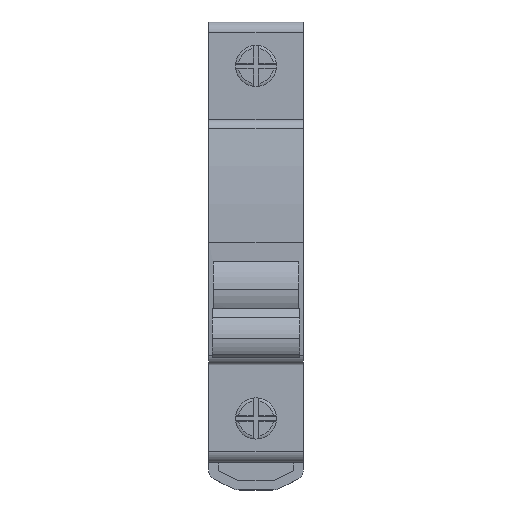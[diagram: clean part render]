
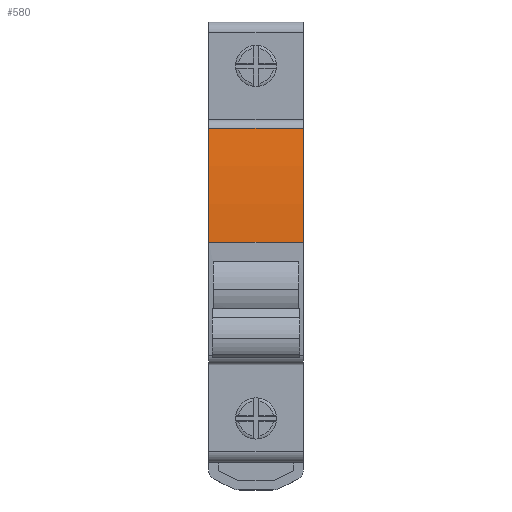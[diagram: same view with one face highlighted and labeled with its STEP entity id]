
A CAD part, top view. The second image highlights one B-rep face of the part: STEP entity #580.
In plain terms, the highlighted cylindrical face has radius 122.659 mm (diameter 245.319 mm), a partial arc.
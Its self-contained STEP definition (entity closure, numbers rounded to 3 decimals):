
#159 = DIRECTION ( 'NONE',  ( -1., 0., 0. ) ) ;
#192 = VERTEX_POINT ( 'NONE', #1200 ) ;
#470 = AXIS2_PLACEMENT_3D ( 'NONE', #530, #1831, #5387 ) ;
#530 = CARTESIAN_POINT ( 'NONE',  ( -8.75, 0., -55.16 ) ) ;
#580 = ADVANCED_FACE ( 'NONE', ( #4085 ), #2353, .T. ) ;
#601 = CARTESIAN_POINT ( 'NONE',  ( 8.75, 0., 67.5 ) ) ;
#619 = AXIS2_PLACEMENT_3D ( 'NONE', #1215, #756, #5115 ) ;
#756 = DIRECTION ( 'NONE',  ( 1., 0., 0. ) ) ;
#829 = DIRECTION ( 'NONE',  ( -1., 0., 0. ) ) ;
#844 = EDGE_LOOP ( 'NONE', ( #3769, #3576, #864, #895 ) ) ;
#864 = ORIENTED_EDGE ( 'NONE', *, *, #1530, .T. ) ;
#895 = ORIENTED_EDGE ( 'NONE', *, *, #1574, .T. ) ;
#1200 = CARTESIAN_POINT ( 'NONE',  ( -8.75, 0., 67.5 ) ) ;
#1215 = CARTESIAN_POINT ( 'NONE',  ( 8.75, 0., -55.16 ) ) ;
#1530 = EDGE_CURVE ( 'NONE', #5477, #2840, #3890, .T. ) ;
#1574 = EDGE_CURVE ( 'NONE', #2840, #192, #3252, .T. ) ;
#1635 = CARTESIAN_POINT ( 'NONE',  ( 8.75, 20.941, 65.699 ) ) ;
#1831 = DIRECTION ( 'NONE',  ( 1., 0., 0. ) ) ;
#1918 = DIRECTION ( 'NONE',  ( 0., 0., 1. ) ) ;
#2154 = LINE ( 'NONE', #2627, #5714 ) ;
#2224 = VECTOR ( 'NONE', #829, 1000. ) ;
#2257 = EDGE_CURVE ( 'NONE', #5477, #4817, #4032, .T. ) ;
#2353 = CYLINDRICAL_SURFACE ( 'NONE', #2722, 122.66 ) ;
#2627 = CARTESIAN_POINT ( 'NONE',  ( 8.75, 0., 67.5 ) ) ;
#2722 = AXIS2_PLACEMENT_3D ( 'NONE', #4114, #159, #1918 ) ;
#2771 = CARTESIAN_POINT ( 'NONE',  ( -8.75, 20.941, 65.699 ) ) ;
#2840 = VERTEX_POINT ( 'NONE', #2771 ) ;
#3252 = CIRCLE ( 'NONE', #470, 122.66 ) ;
#3459 = CARTESIAN_POINT ( 'NONE',  ( 8.75, 20.941, 65.699 ) ) ;
#3576 = ORIENTED_EDGE ( 'NONE', *, *, #2257, .F. ) ;
#3769 = ORIENTED_EDGE ( 'NONE', *, *, #3951, .F. ) ;
#3890 = LINE ( 'NONE', #1635, #2224 ) ;
#3951 = EDGE_CURVE ( 'NONE', #4817, #192, #2154, .T. ) ;
#4032 = CIRCLE ( 'NONE', #619, 122.66 ) ;
#4085 = FACE_OUTER_BOUND ( 'NONE', #844, .T. ) ;
#4114 = CARTESIAN_POINT ( 'NONE',  ( 8.75, 0., -55.16 ) ) ;
#4817 = VERTEX_POINT ( 'NONE', #601 ) ;
#4889 = DIRECTION ( 'NONE',  ( -1., 0., 0. ) ) ;
#5115 = DIRECTION ( 'NONE',  ( 0., 0., -1. ) ) ;
#5387 = DIRECTION ( 'NONE',  ( 0., 0., 1. ) ) ;
#5477 = VERTEX_POINT ( 'NONE', #3459 ) ;
#5714 = VECTOR ( 'NONE', #4889, 1000. ) ;
